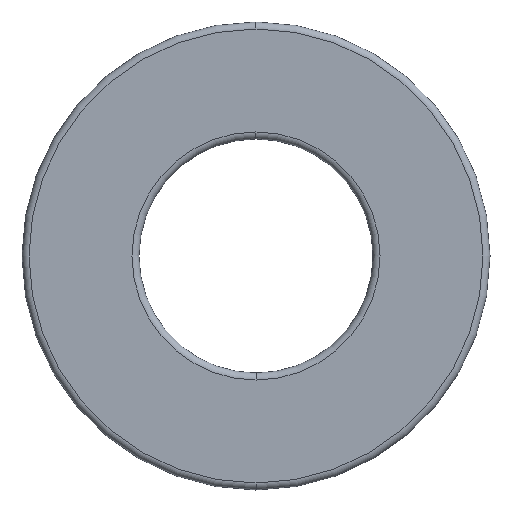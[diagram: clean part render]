
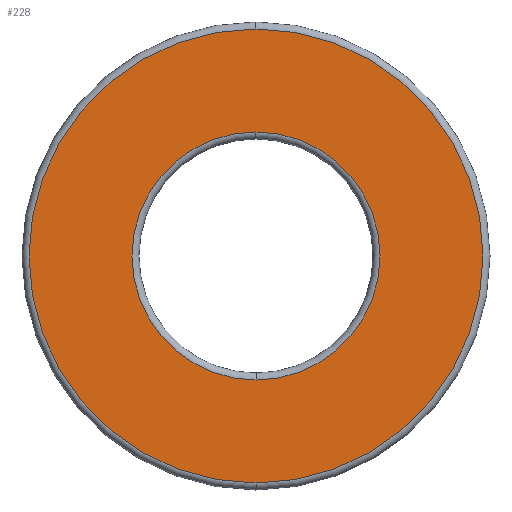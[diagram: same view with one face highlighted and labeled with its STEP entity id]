
A CAD part, left-side view. The second image highlights one B-rep face of the part: STEP entity #228.
In plain terms, the highlighted planar face has unit normal (-1, 0, 0).
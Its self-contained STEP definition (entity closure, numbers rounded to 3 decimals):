
#1 = AXIS2_PLACEMENT_3D ( 'NONE', #187, #183, #472 ) ;
#8 = AXIS2_PLACEMENT_3D ( 'NONE', #71, #350, #110 ) ;
#40 = FACE_OUTER_BOUND ( 'NONE', #329, .T. ) ;
#43 = CARTESIAN_POINT ( 'NONE',  ( 0., 0., 0. ) ) ;
#44 = VERTEX_POINT ( 'NONE', #106 ) ;
#49 = ORIENTED_EDGE ( 'NONE', *, *, #57, .T. ) ;
#57 = EDGE_CURVE ( 'NONE', #385, #511, #266, .T. ) ;
#71 = CARTESIAN_POINT ( 'NONE',  ( 0., 0., 0. ) ) ;
#82 = DIRECTION ( 'NONE',  ( 0., 0., -1. ) ) ;
#90 = AXIS2_PLACEMENT_3D ( 'NONE', #123, #410, #163 ) ;
#106 = CARTESIAN_POINT ( 'NONE',  ( 0., 0., -2.65 ) ) ;
#110 = DIRECTION ( 'NONE',  ( 0., 0., -1. ) ) ;
#123 = CARTESIAN_POINT ( 'NONE',  ( 0., 0., 0. ) ) ;
#130 = CIRCLE ( 'NONE', #1, 2.65 ) ;
#131 = CARTESIAN_POINT ( 'NONE',  ( 0., 0., 2.65 ) ) ;
#141 = ORIENTED_EDGE ( 'NONE', *, *, #217, .T. ) ;
#146 = DIRECTION ( 'NONE',  ( -1., 0., 0. ) ) ;
#163 = DIRECTION ( 'NONE',  ( 0., 0., -1. ) ) ;
#177 = CARTESIAN_POINT ( 'NONE',  ( 0., 0., 4.85 ) ) ;
#183 = DIRECTION ( 'NONE',  ( 1., 0., 0. ) ) ;
#187 = CARTESIAN_POINT ( 'NONE',  ( 0., 0., 0. ) ) ;
#198 = EDGE_LOOP ( 'NONE', ( #141, #308 ) ) ;
#217 = EDGE_CURVE ( 'NONE', #44, #316, #437, .T. ) ;
#224 = CIRCLE ( 'NONE', #8, 4.85 ) ;
#228 = ADVANCED_FACE ( 'NONE', ( #409, #40 ), #483, .F. ) ;
#231 = CARTESIAN_POINT ( 'NONE',  ( 0., 0., -4.85 ) ) ;
#266 = CIRCLE ( 'NONE', #510, 4.85 ) ;
#308 = ORIENTED_EDGE ( 'NONE', *, *, #398, .T. ) ;
#316 = VERTEX_POINT ( 'NONE', #131 ) ;
#324 = DIRECTION ( 'NONE',  ( 1., 0., 0. ) ) ;
#329 = EDGE_LOOP ( 'NONE', ( #425, #49 ) ) ;
#350 = DIRECTION ( 'NONE',  ( -1., 0., 0. ) ) ;
#385 = VERTEX_POINT ( 'NONE', #177 ) ;
#397 = CARTESIAN_POINT ( 'NONE',  ( 0., 0., 0. ) ) ;
#398 = EDGE_CURVE ( 'NONE', #316, #44, #130, .T. ) ;
#403 = AXIS2_PLACEMENT_3D ( 'NONE', #43, #324, #82 ) ;
#409 = FACE_BOUND ( 'NONE', #198, .T. ) ;
#410 = DIRECTION ( 'NONE',  ( 1., 0., 0. ) ) ;
#425 = ORIENTED_EDGE ( 'NONE', *, *, #451, .T. ) ;
#434 = DIRECTION ( 'NONE',  ( 0., 0., -1. ) ) ;
#437 = CIRCLE ( 'NONE', #403, 2.65 ) ;
#451 = EDGE_CURVE ( 'NONE', #511, #385, #224, .T. ) ;
#472 = DIRECTION ( 'NONE',  ( 0., 0., -1. ) ) ;
#483 = PLANE ( 'NONE',  #90 ) ;
#510 = AXIS2_PLACEMENT_3D ( 'NONE', #397, #146, #434 ) ;
#511 = VERTEX_POINT ( 'NONE', #231 ) ;
